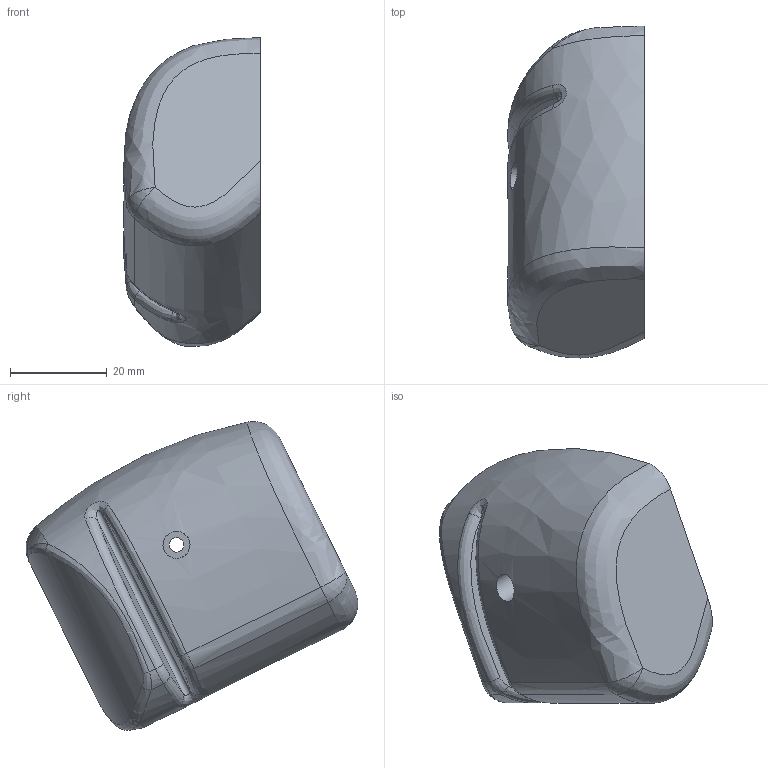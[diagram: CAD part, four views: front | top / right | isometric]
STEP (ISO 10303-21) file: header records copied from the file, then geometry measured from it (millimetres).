
FILE_DESCRIPTION (( 'STEP AP203' ), '1' );
FILE_NAME ('hand.sldasm-Part-1_默认_sldprt.STEP', '2018-02-03T08:02:25', ( '' ), ( '' ), 'SwSTEP 2.0', 'SolidWorks 2014', '' );
FILE_SCHEMA (( 'CONFIG_CONTROL_DESIGN' ));
Length unit declared in the file: millimetre
Products named in the file (1): hand.sldasm-Part-1_默认_sldprt
Bounding box: 28.28 x 68.61 x 63.86 mm (x, y, z)
Volume: 14878.5 mm3; surface area: 15423.7 mm2
Topology: 1 solids, 1 shells, 58 faces, 139 edges, 86 vertices
Faces by surface type: bspline 31, cylinder 13, plane 12, sphere 2
Entity records: 5981 total; most frequent: CARTESIAN_POINT 4817, ORIENTED_EDGE 278, DIRECTION 144, EDGE_CURVE 139, VERTEX_POINT 86, B_SPLINE_CURVE_WITH_KNOTS 85, EDGE_LOOP 63, AXIS2_PLACEMENT_3D 62
